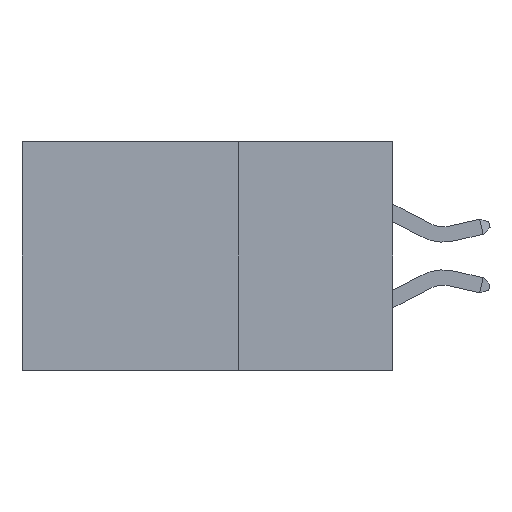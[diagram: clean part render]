
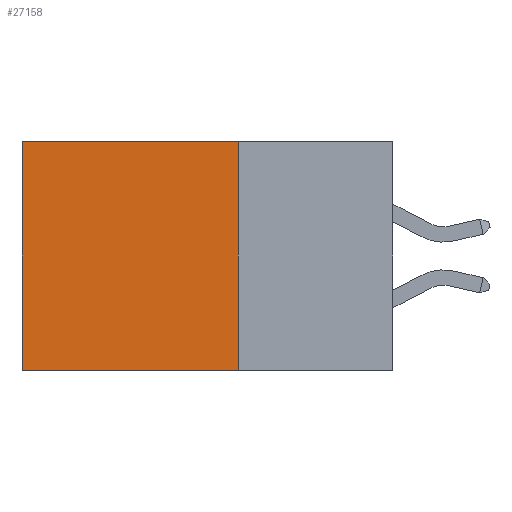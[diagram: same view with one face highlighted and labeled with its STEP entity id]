
A CAD part, left-side view. The second image highlights one B-rep face of the part: STEP entity #27158.
In plain terms, the highlighted planar face has unit normal (-1, 0, 0).
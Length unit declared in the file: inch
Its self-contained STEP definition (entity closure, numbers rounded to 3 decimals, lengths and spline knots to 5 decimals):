
#2803 = ORIENTED_EDGE ( 'NONE', *, *, #25057, .T. ) ;
#4226 = DIRECTION ( 'NONE',  ( 0., 0., -1. ) ) ;
#5717 = CARTESIAN_POINT ( 'NONE',  ( 0.2875, 0.25, 0. ) ) ;
#7349 = CARTESIAN_POINT ( 'NONE',  ( 0.2875, 0.25, -0.37 ) ) ;
#8763 = VECTOR ( 'NONE', #30579, 39.37008 ) ;
#11429 = ORIENTED_EDGE ( 'NONE', *, *, #29052, .F. ) ;
#12091 = LINE ( 'NONE', #18091, #32507 ) ;
#12582 = CARTESIAN_POINT ( 'NONE',  ( 0.2875, 0.6, 0. ) ) ;
#16264 = EDGE_CURVE ( 'NONE', #26140, #22591, #16839, .T. ) ;
#16839 = LINE ( 'NONE', #12582, #33888 ) ;
#17620 = DIRECTION ( 'NONE',  ( 1., 0., 0. ) ) ;
#18091 = CARTESIAN_POINT ( 'NONE',  ( 0.2875, 0.25, -0.37 ) ) ;
#18320 = DIRECTION ( 'NONE',  ( 0., 1., 0. ) ) ;
#18490 = DIRECTION ( 'NONE',  ( 0., 1., 0. ) ) ;
#19524 = VERTEX_POINT ( 'NONE', #7349 ) ;
#22591 = VERTEX_POINT ( 'NONE', #22738 ) ;
#22738 = CARTESIAN_POINT ( 'NONE',  ( 0.2875, 0.6, -0.37 ) ) ;
#25057 = EDGE_CURVE ( 'NONE', #33169, #26140, #37103, .T. ) ;
#25559 = CARTESIAN_POINT ( 'NONE',  ( 0.2875, 0.25, 0. ) ) ;
#26140 = VERTEX_POINT ( 'NONE', #37612 ) ;
#27158 = ADVANCED_FACE ( 'NONE', ( #30213 ), #33316, .F. ) ;
#29052 = EDGE_CURVE ( 'NONE', #33169, #19524, #33684, .T. ) ;
#29400 = DIRECTION ( 'NONE',  ( 0., 0., -1. ) ) ;
#30213 = FACE_OUTER_BOUND ( 'NONE', #35667, .T. ) ;
#30579 = DIRECTION ( 'NONE',  ( 0., 0., -1. ) ) ;
#30990 = CARTESIAN_POINT ( 'NONE',  ( 0.2875, 0.25, 0. ) ) ;
#32373 = ORIENTED_EDGE ( 'NONE', *, *, #16264, .T. ) ;
#32507 = VECTOR ( 'NONE', #18490, 39.37008 ) ;
#33169 = VERTEX_POINT ( 'NONE', #25559 ) ;
#33316 = PLANE ( 'NONE',  #35701 ) ;
#33684 = LINE ( 'NONE', #30990, #8763 ) ;
#33888 = VECTOR ( 'NONE', #4226, 39.37008 ) ;
#35667 = EDGE_LOOP ( 'NONE', ( #32373, #39009, #11429, #2803 ) ) ;
#35701 = AXIS2_PLACEMENT_3D ( 'NONE', #36399, #17620, #29400 ) ;
#36399 = CARTESIAN_POINT ( 'NONE',  ( 0.2875, 0.25, 0. ) ) ;
#36883 = VECTOR ( 'NONE', #18320, 39.37008 ) ;
#37103 = LINE ( 'NONE', #5717, #36883 ) ;
#37473 = EDGE_CURVE ( 'NONE', #19524, #22591, #12091, .T. ) ;
#37612 = CARTESIAN_POINT ( 'NONE',  ( 0.2875, 0.6, 0. ) ) ;
#39009 = ORIENTED_EDGE ( 'NONE', *, *, #37473, .F. ) ;
